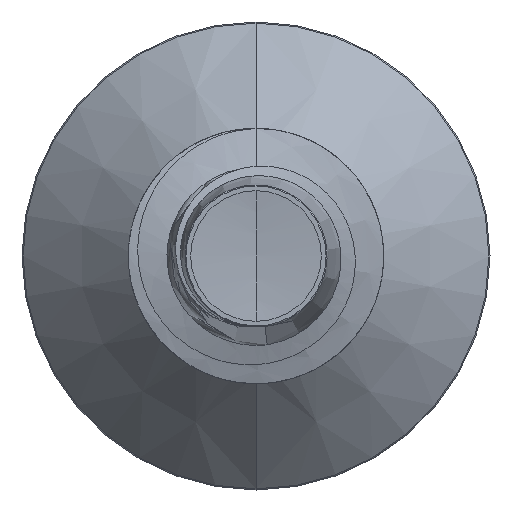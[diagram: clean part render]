
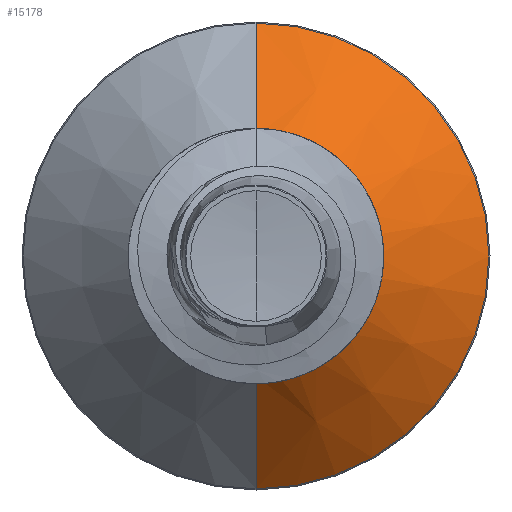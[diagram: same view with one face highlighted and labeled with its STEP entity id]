
A CAD part, front view. The second image highlights one B-rep face of the part: STEP entity #15178.
In plain terms, the highlighted conical face has half-angle 45 degrees and reference radius 1.414 mm.
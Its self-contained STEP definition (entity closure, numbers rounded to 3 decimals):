
#1330 = DIRECTION ( 'NONE',  ( 0., 0., 1. ) ) ;
#1337 = DIRECTION ( 'NONE',  ( 0., 1., 0. ) ) ;
#1377 = CARTESIAN_POINT ( 'NONE',  ( 0., 18.114, 0. ) ) ;
#1667 = VECTOR ( 'NONE', #20361, 1000. ) ;
#1929 = VERTEX_POINT ( 'NONE', #9199 ) ;
#2275 = LINE ( 'NONE', #20512, #1667 ) ;
#3376 = EDGE_CURVE ( 'NONE', #26969, #4118, #6691, .T. ) ;
#3987 = AXIS2_PLACEMENT_3D ( 'NONE', #22223, #9578, #23814 ) ;
#4118 = VERTEX_POINT ( 'NONE', #26163 ) ;
#4690 = AXIS2_PLACEMENT_3D ( 'NONE', #9075, #9855, #9169 ) ;
#5692 = EDGE_CURVE ( 'NONE', #4118, #24011, #2275, .T. ) ;
#6431 = EDGE_CURVE ( 'NONE', #26969, #1929, #22535, .T. ) ;
#6691 = CIRCLE ( 'NONE', #23599, 1.414 ) ;
#9052 = ORIENTED_EDGE ( 'NONE', *, *, #24407, .F. ) ;
#9075 = CARTESIAN_POINT ( 'NONE',  ( 0., 18.114, 0. ) ) ;
#9169 = DIRECTION ( 'NONE',  ( 0., 0., 1. ) ) ;
#9199 = CARTESIAN_POINT ( 'NONE',  ( 0., 19.437, 2.737 ) ) ;
#9578 = DIRECTION ( 'NONE',  ( 0., 1., 0. ) ) ;
#9855 = DIRECTION ( 'NONE',  ( 0., 1., 0. ) ) ;
#11060 = ORIENTED_EDGE ( 'NONE', *, *, #3376, .T. ) ;
#13607 = FACE_OUTER_BOUND ( 'NONE', #25402, .T. ) ;
#13789 = CARTESIAN_POINT ( 'NONE',  ( 0., 18.114, 1.414 ) ) ;
#15178 = ADVANCED_FACE ( 'NONE', ( #13607 ), #18712, .T. ) ;
#16119 = VECTOR ( 'NONE', #18497, 1000. ) ;
#18463 = CARTESIAN_POINT ( 'NONE',  ( 0., 18.114, 1.414 ) ) ;
#18497 = DIRECTION ( 'NONE',  ( 0., 0.707, 0.707 ) ) ;
#18712 = CONICAL_SURFACE ( 'NONE', #4690, 1.414, 0.785 ) ;
#20361 = DIRECTION ( 'NONE',  ( 0., 0.707, -0.707 ) ) ;
#20512 = CARTESIAN_POINT ( 'NONE',  ( 0., 18.114, -1.414 ) ) ;
#21870 = CARTESIAN_POINT ( 'NONE',  ( 0., 19.437, -2.737 ) ) ;
#22223 = CARTESIAN_POINT ( 'NONE',  ( 0., 19.437, 0. ) ) ;
#22392 = CIRCLE ( 'NONE', #3987, 2.737 ) ;
#22535 = LINE ( 'NONE', #18463, #16119 ) ;
#23493 = ORIENTED_EDGE ( 'NONE', *, *, #5692, .T. ) ;
#23599 = AXIS2_PLACEMENT_3D ( 'NONE', #1377, #1337, #1330 ) ;
#23814 = DIRECTION ( 'NONE',  ( 0., 0., 1. ) ) ;
#24011 = VERTEX_POINT ( 'NONE', #21870 ) ;
#24407 = EDGE_CURVE ( 'NONE', #1929, #24011, #22392, .T. ) ;
#25402 = EDGE_LOOP ( 'NONE', ( #11060, #23493, #9052, #26761 ) ) ;
#26163 = CARTESIAN_POINT ( 'NONE',  ( 0., 18.114, -1.414 ) ) ;
#26761 = ORIENTED_EDGE ( 'NONE', *, *, #6431, .F. ) ;
#26969 = VERTEX_POINT ( 'NONE', #13789 ) ;
